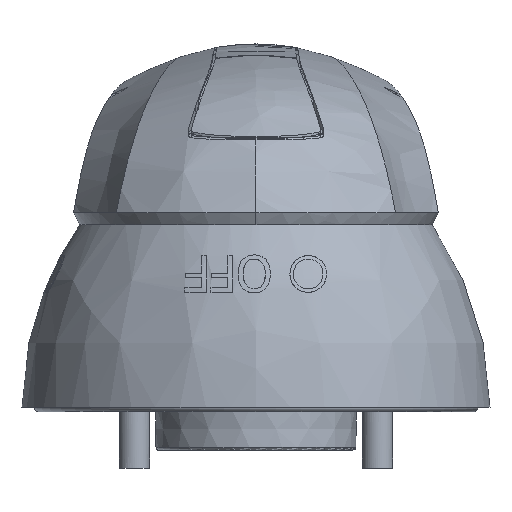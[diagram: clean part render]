
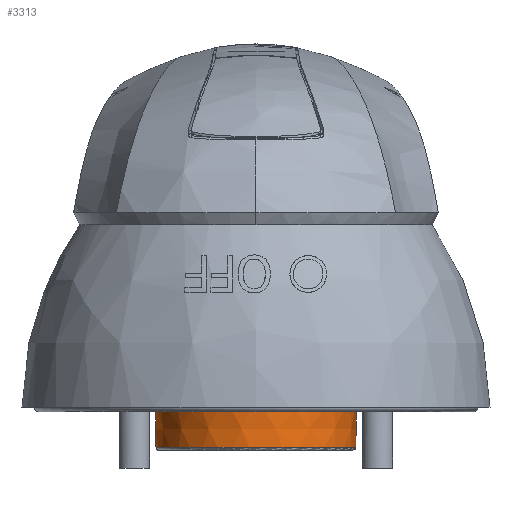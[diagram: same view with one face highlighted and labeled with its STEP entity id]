
A CAD part, left-side view. The second image highlights one B-rep face of the part: STEP entity #3313.
In plain terms, the highlighted conical face has half-angle 0.5 degrees and reference radius 16.5 mm.
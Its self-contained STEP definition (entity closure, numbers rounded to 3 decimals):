
#232=CONICAL_SURFACE('',#26424,16.5,0.5);
#875=FACE_BOUND('',#6886,.T.);
#876=FACE_BOUND('',#6887,.T.);
#3313=ADVANCED_FACE('',(#875,#876),#232,.T.);
#6886=EDGE_LOOP('',(#14716));
#6887=EDGE_LOOP('',(#14717));
#14716=ORIENTED_EDGE('',*,*,#21949,.T.);
#14717=ORIENTED_EDGE('',*,*,#21944,.F.);
#17710=VERTEX_POINT('',#112178);
#17715=VERTEX_POINT('',#112278);
#21944=EDGE_CURVE('',#17710,#17710,#25703,.T.);
#21949=EDGE_CURVE('',#17715,#17715,#25708,.T.);
#25703=B_SPLINE_CURVE_WITH_KNOTS('',3,(#112160,#112161,#112162,#112163,
#112164,#112165,#112166,#112167,#112168,#112169,#112170,#112171,#112172,
#112173,#112174,#112175,#112176,#112177),.UNSPECIFIED.,.T.,.F.,(2,2,2,2,
2,2,2,2,2,2,2),(-0.125,0.,0.125,0.25,0.375,0.5,0.625,0.75,0.875,1.,1.125),
 .UNSPECIFIED.);
#25708=B_SPLINE_CURVE_WITH_KNOTS('',3,(#112260,#112261,#112262,#112263,
#112264,#112265,#112266,#112267,#112268,#112269,#112270,#112271,#112272,
#112273,#112274,#112275,#112276,#112277),.UNSPECIFIED.,.T.,.F.,(2,2,2,2,
2,2,2,2,2,2,2),(-0.125,0.,0.125,0.25,0.375,0.5,0.625,0.75,0.875,1.,1.125),
 .UNSPECIFIED.);
#26424=AXIS2_PLACEMENT_3D('',#112279,#27430,#27431);
#27430=DIRECTION('',(0.,0.,1.));
#27431=DIRECTION('',(-0.03,1.,0.));
#112160=CARTESIAN_POINT('',(3.823,16.617,-25.991));
#112161=CARTESIAN_POINT('',(-4.81,16.359,-25.991));
#112162=CARTESIAN_POINT('',(-9.047,14.454,-25.991));
#112163=CARTESIAN_POINT('',(-14.969,8.166,-25.991));
#112164=CARTESIAN_POINT('',(-16.617,3.823,-25.991));
#112165=CARTESIAN_POINT('',(-16.359,-4.81,-25.991));
#112166=CARTESIAN_POINT('',(-14.454,-9.047,-25.991));
#112167=CARTESIAN_POINT('',(-8.166,-14.969,-25.991));
#112168=CARTESIAN_POINT('',(-3.823,-16.617,-25.991));
#112169=CARTESIAN_POINT('',(4.81,-16.359,-25.991));
#112170=CARTESIAN_POINT('',(9.047,-14.454,-25.991));
#112171=CARTESIAN_POINT('',(14.969,-8.166,-25.991));
#112172=CARTESIAN_POINT('',(16.617,-3.823,-25.991));
#112173=CARTESIAN_POINT('',(16.359,4.81,-25.991));
#112174=CARTESIAN_POINT('',(14.454,9.047,-25.991));
#112175=CARTESIAN_POINT('',(8.166,14.969,-25.991));
#112176=CARTESIAN_POINT('',(3.823,16.617,-25.991));
#112177=CARTESIAN_POINT('',(-4.81,16.359,-25.991));
#112178=CARTESIAN_POINT('',(-0.493,16.488,-25.991));
#112260=CARTESIAN_POINT('',(4.305,16.443,-31.999));
#112261=CARTESIAN_POINT('',(-4.305,16.443,-31.999));
#112262=CARTESIAN_POINT('',(-8.583,14.671,-31.999));
#112263=CARTESIAN_POINT('',(-14.671,8.583,-31.999));
#112264=CARTESIAN_POINT('',(-16.443,4.305,-31.999));
#112265=CARTESIAN_POINT('',(-16.443,-4.305,-31.999));
#112266=CARTESIAN_POINT('',(-14.671,-8.583,-31.999));
#112267=CARTESIAN_POINT('',(-8.583,-14.671,-31.999));
#112268=CARTESIAN_POINT('',(-4.305,-16.443,-31.999));
#112269=CARTESIAN_POINT('',(4.305,-16.443,-31.999));
#112270=CARTESIAN_POINT('',(8.583,-14.671,-31.999));
#112271=CARTESIAN_POINT('',(14.671,-8.583,-31.999));
#112272=CARTESIAN_POINT('',(16.443,-4.305,-31.999));
#112273=CARTESIAN_POINT('',(16.443,4.305,-31.999));
#112274=CARTESIAN_POINT('',(14.671,8.583,-31.999));
#112275=CARTESIAN_POINT('',(8.583,14.671,-31.999));
#112276=CARTESIAN_POINT('',(4.305,16.443,-31.999));
#112277=CARTESIAN_POINT('',(-4.305,16.443,-31.999));
#112278=CARTESIAN_POINT('',(0.,16.443,-31.999));
#112279=CARTESIAN_POINT('',(0.,0.,-25.495));
